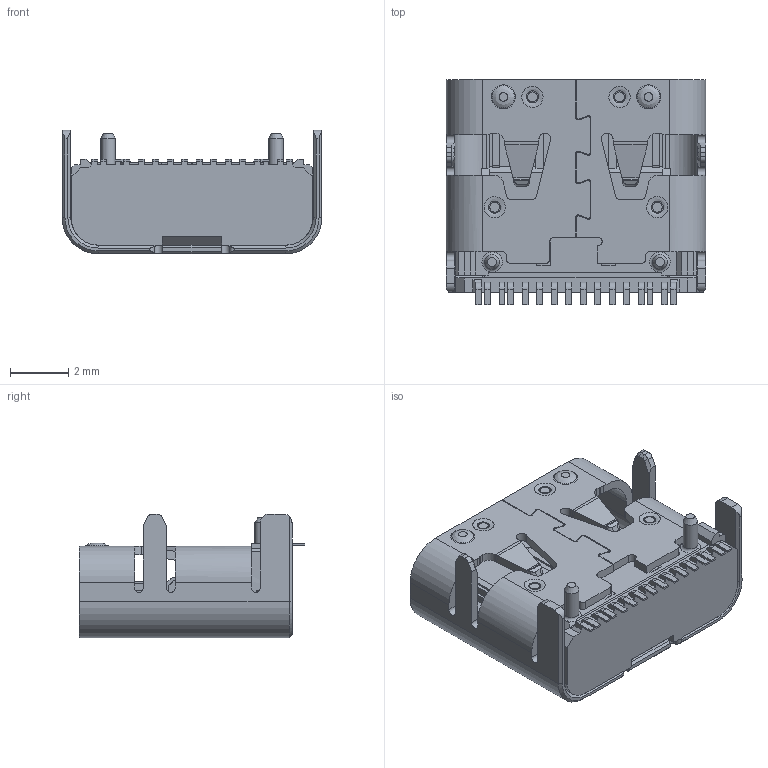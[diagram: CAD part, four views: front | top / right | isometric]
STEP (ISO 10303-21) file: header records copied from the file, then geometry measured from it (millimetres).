
FILE_DESCRIPTION(/* description */ (''),/* implementation_level */ '2;1');
FILE_NAME(/* name */ 'User Library-USB-C_14_IN11.step',/* time_stamp */ '2021-06-11T18:04:30+08:00',/* author */ (''),/* organization */ (''),/* preprocessor_version */ 'ST-DEVELOPER v18.1',/* originating_system */ 'Autodesk Translation Framework v10.6.0.1341',/* authorisation */ '');
FILE_SCHEMA (('AUTOMOTIVE_DESIGN { 1 0 10303 214 3 1 1 }'));
Length unit declared in the file: millimetre
Products named in the file (1): (未保存)
Bounding box: 8.95 x 7.75 x 4.26 mm (x, y, z)
Volume: 113.6 mm3; surface area: 457.5 mm2
Topology: 1 solids, 8 shells, 1191 faces, 3417 edges, 2240 vertices
Faces by surface type: plane 873, cylinder 219, bspline 46, torus 28, cone 21, sphere 4
Full cylindrical faces by diameter (mm): 0.5 x2, 0.692 x2
Entity records: 40735 total; most frequent: CARTESIAN_POINT 9208, ORIENTED_EDGE 6826, DIRECTION 6265, EDGE_CURVE 3413, LINE 2719, VECTOR 2719, VERTEX_POINT 2240, AXIS2_PLACEMENT_3D 1773
